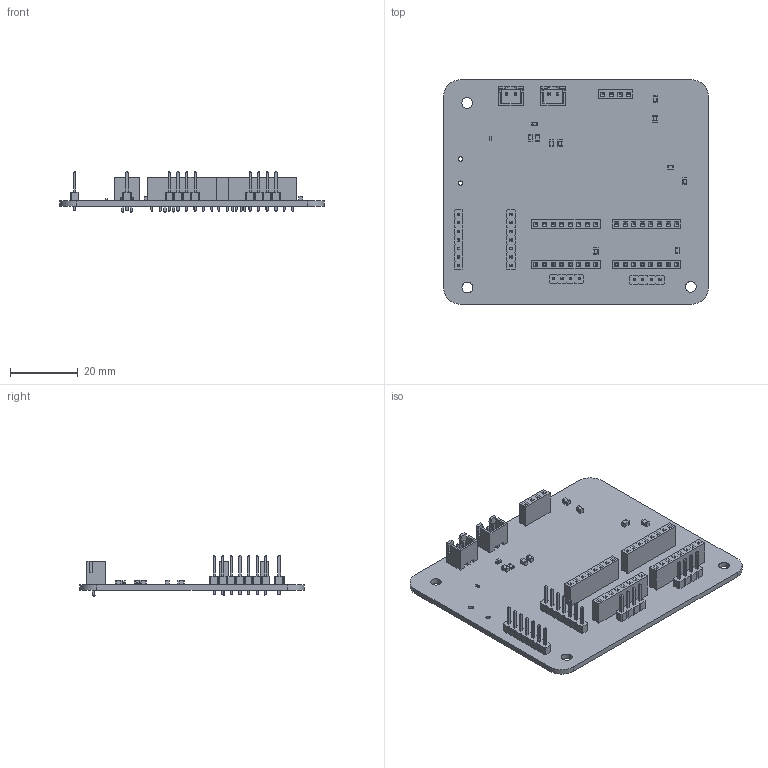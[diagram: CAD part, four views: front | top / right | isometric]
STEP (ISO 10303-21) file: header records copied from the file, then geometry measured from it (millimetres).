
FILE_DESCRIPTION(('KiCad electronic assembly'),'2;1');
FILE_NAME('carte_mere_sokko.step','2025-02-04T15:45:47',('Pcbnew'),( 'Kicad'),'Open CASCADE STEP processor 7.8','KiCad to STEP converter' ,'Unknown');
FILE_SCHEMA(('AUTOMOTIVE_DESIGN { 1 0 10303 214 1 1 1 1 }'));
Length unit declared in the file: millimetre
Products named in the file (20): carte_mere_sokko 1; JST_XH_B2B-XH-A_1x02_P2.50mm_Vertical; JST_B2B_XH_A; PinSocket_1x08_P2.54mm_Vertical; PinSocket_1x08_P254mm_Vertical; C_0805_2012Metric; R_0805_2012Metric; PinHeader_1x04_P2.54mm_Vertical; PinHeader_1x04_P254mm_Vertical; PinHeader_1x07_P2.54mm_Vertical; PinHeader_1x07_P254mm_Vertical; C_0402_1005Metric; LED_0603_1608Metric; PinSocket_1x04_P2.54mm_Vertical; PinSocket_1x04_P254mm_Vertical; carte_mere_sokko_PCB
Assembly tree (33 placements, depth 3):
  carte_mere_sokko 1
    JST_XH_B2B-XH-A_1x02_P2.50mm_Vertical  x2
      JST_B2B_XH_A
    PinSocket_1x08_P2.54mm_Vertical  x4
      PinSocket_1x08_P254mm_Vertical
    C_0805_2012Metric  x9
      C_0805_2012Metric
    R_0805_2012Metric
      R_0805_2012Metric
    PinHeader_1x04_P2.54mm_Vertical  x2
      PinHeader_1x04_P254mm_Vertical
    PinHeader_1x07_P2.54mm_Vertical  x2
      PinHeader_1x07_P254mm_Vertical
    C_0402_1005Metric
      C_0402_1005Metric
    LED_0603_1608Metric
      LED_0603_1608Metric
    PinSocket_1x04_P2.54mm_Vertical
      PinSocket_1x04_P254mm_Vertical
    carte_mere_sokko_PCB
Bounding box: 78.5 x 66.5 x 11.94 mm (x, y, z)
Volume: 10498.4 mm3; surface area: 15816.3 mm2
Topology: 24 solids, 24 shells, 2321 faces, 5924 edges, 3832 vertices
Faces by surface type: plane 2106, cylinder 215
Full cylindrical faces by diameter (mm): 1 x62, 1.329 x2, 3.2 x3
Entity records: 35493 total; most frequent: CARTESIAN_POINT 5055, ORIENTED_EDGE 4934, DIRECTION 4689, EDGE_CURVE 2467, LINE 2237, VECTOR 2237, VERTEX_POINT 1592, AXIS2_PLACEMENT_3D 1226
